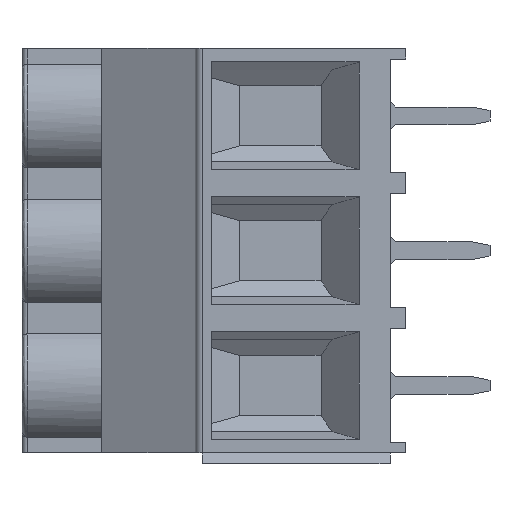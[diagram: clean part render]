
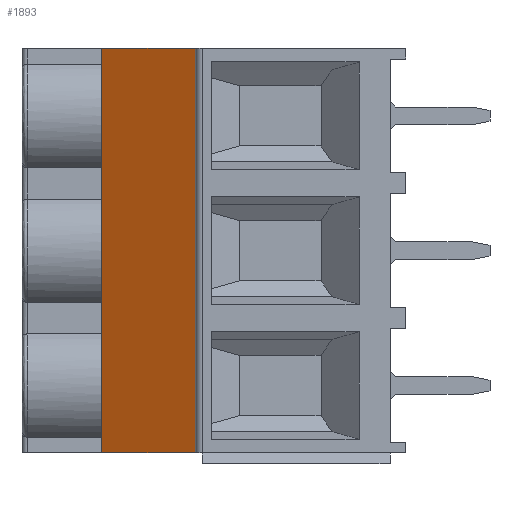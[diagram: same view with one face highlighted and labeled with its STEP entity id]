
A CAD part, left-side view. The second image highlights one B-rep face of the part: STEP entity #1893.
In plain terms, the highlighted planar face has unit normal (-0.881, 0.474, 0).
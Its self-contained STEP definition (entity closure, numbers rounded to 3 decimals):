
#158 = VECTOR ( 'NONE', #7059, 1000. ) ;
#163 = CARTESIAN_POINT ( 'NONE',  ( 3.25, 17.2, 11.43 ) ) ;
#187 = CARTESIAN_POINT ( 'NONE',  ( 0.4, 11.9, 11.43 ) ) ;
#221 = DIRECTION ( 'NONE',  ( 0., 0., -1. ) ) ;
#423 = ORIENTED_EDGE ( 'NONE', *, *, #3243, .T. ) ;
#734 = ORIENTED_EDGE ( 'NONE', *, *, #8894, .T. ) ;
#887 = VERTEX_POINT ( 'NONE', #4498 ) ;
#1086 = DIRECTION ( 'NONE',  ( 0., 0., 1. ) ) ;
#1505 = LINE ( 'NONE', #1715, #10202 ) ;
#1539 = PLANE ( 'NONE',  #7438 ) ;
#1597 = DIRECTION ( 'NONE',  ( -0.474, -0.881, 0. ) ) ;
#1673 = ORIENTED_EDGE ( 'NONE', *, *, #8361, .T. ) ;
#1715 = CARTESIAN_POINT ( 'NONE',  ( 3.25, 17.2, 11.43 ) ) ;
#1893 = ADVANCED_FACE ( 'NONE', ( #4185 ), #1539, .T. ) ;
#2213 = ORIENTED_EDGE ( 'NONE', *, *, #9927, .T. ) ;
#2974 = VERTEX_POINT ( 'NONE', #6798 ) ;
#3243 = EDGE_CURVE ( 'NONE', #4303, #887, #1505, .T. ) ;
#3426 = VERTEX_POINT ( 'NONE', #6896 ) ;
#3612 = CARTESIAN_POINT ( 'NONE',  ( 3.25, 17.2, 11.43 ) ) ;
#3787 = ORIENTED_EDGE ( 'NONE', *, *, #7582, .F. ) ;
#3838 = LINE ( 'NONE', #187, #158 ) ;
#4034 = VERTEX_POINT ( 'NONE', #8271 ) ;
#4124 = CARTESIAN_POINT ( 'NONE',  ( 3.25, 17.2, 7.62 ) ) ;
#4125 = ORIENTED_EDGE ( 'NONE', *, *, #6676, .T. ) ;
#4185 = FACE_OUTER_BOUND ( 'NONE', #9039, .T. ) ;
#4303 = VERTEX_POINT ( 'NONE', #4124 ) ;
#4323 = VECTOR ( 'NONE', #6663, 1000. ) ;
#4498 = CARTESIAN_POINT ( 'NONE',  ( 3.25, 17.2, 0. ) ) ;
#4811 = CARTESIAN_POINT ( 'NONE',  ( 0.4, 11.9, 11.43 ) ) ;
#5176 = CARTESIAN_POINT ( 'NONE',  ( 0.4, 11.9, 11.43 ) ) ;
#5573 = LINE ( 'NONE', #9567, #9875 ) ;
#5707 = DIRECTION ( 'NONE',  ( -0.881, 0.474, 0. ) ) ;
#5710 = CARTESIAN_POINT ( 'NONE',  ( 0.4, 11.9, -11.43 ) ) ;
#6587 = VERTEX_POINT ( 'NONE', #163 ) ;
#6663 = DIRECTION ( 'NONE',  ( 0.474, 0.881, 0. ) ) ;
#6676 = EDGE_CURVE ( 'NONE', #887, #2974, #9244, .T. ) ;
#6798 = CARTESIAN_POINT ( 'NONE',  ( 3.25, 17.2, -7.62 ) ) ;
#6863 = VECTOR ( 'NONE', #221, 1000. ) ;
#6896 = CARTESIAN_POINT ( 'NONE',  ( 3.25, 17.2, -11.43 ) ) ;
#7059 = DIRECTION ( 'NONE',  ( 0.474, 0.881, 0. ) ) ;
#7391 = ORIENTED_EDGE ( 'NONE', *, *, #9327, .T. ) ;
#7438 = AXIS2_PLACEMENT_3D ( 'NONE', #4811, #5707, #1597 ) ;
#7582 = EDGE_CURVE ( 'NONE', #4034, #3426, #9757, .T. ) ;
#7707 = DIRECTION ( 'NONE',  ( 0., 0., -1. ) ) ;
#7767 = VECTOR ( 'NONE', #1086, 1000. ) ;
#8247 = VERTEX_POINT ( 'NONE', #9108 ) ;
#8271 = CARTESIAN_POINT ( 'NONE',  ( 0.4, 11.9, -11.43 ) ) ;
#8361 = EDGE_CURVE ( 'NONE', #6587, #4303, #8412, .T. ) ;
#8412 = LINE ( 'NONE', #10213, #10446 ) ;
#8894 = EDGE_CURVE ( 'NONE', #2974, #3426, #5573, .T. ) ;
#9039 = EDGE_LOOP ( 'NONE', ( #734, #3787, #7391, #2213, #1673, #423, #4125 ) ) ;
#9108 = CARTESIAN_POINT ( 'NONE',  ( 0.4, 11.9, 11.43 ) ) ;
#9244 = LINE ( 'NONE', #3612, #6863 ) ;
#9327 = EDGE_CURVE ( 'NONE', #4034, #8247, #9898, .T. ) ;
#9454 = DIRECTION ( 'NONE',  ( 0., 0., -1. ) ) ;
#9567 = CARTESIAN_POINT ( 'NONE',  ( 3.25, 17.2, 11.43 ) ) ;
#9757 = LINE ( 'NONE', #5710, #4323 ) ;
#9820 = DIRECTION ( 'NONE',  ( 0., 0., -1. ) ) ;
#9875 = VECTOR ( 'NONE', #9454, 1000. ) ;
#9898 = LINE ( 'NONE', #5176, #7767 ) ;
#9927 = EDGE_CURVE ( 'NONE', #8247, #6587, #3838, .T. ) ;
#10202 = VECTOR ( 'NONE', #9820, 1000. ) ;
#10213 = CARTESIAN_POINT ( 'NONE',  ( 3.25, 17.2, 11.43 ) ) ;
#10446 = VECTOR ( 'NONE', #7707, 1000. ) ;
